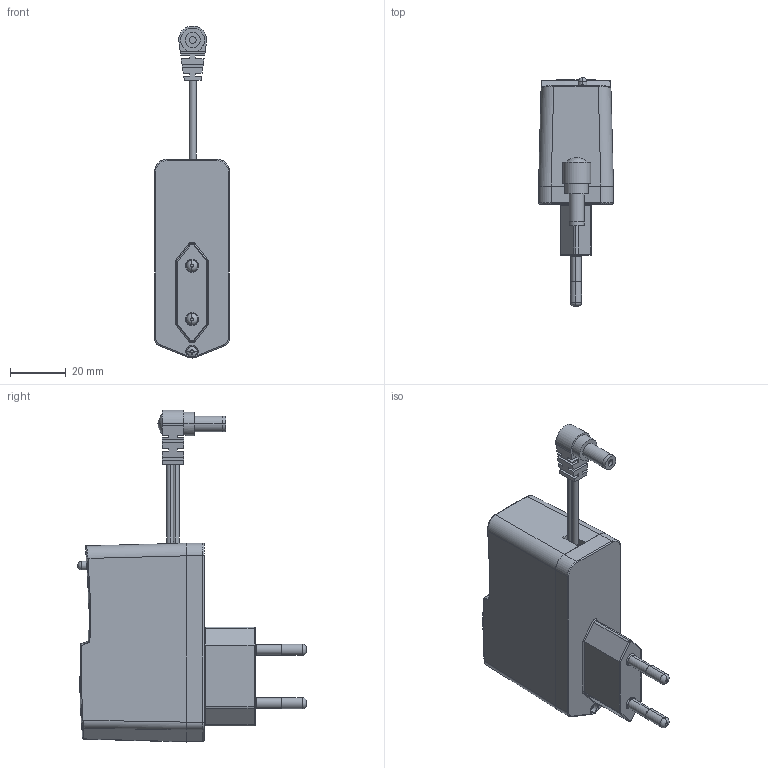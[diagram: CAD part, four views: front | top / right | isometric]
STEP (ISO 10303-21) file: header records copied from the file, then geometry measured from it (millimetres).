
FILE_DESCRIPTION (( 'STEP AP214' ), '1' );
FILE_NAME ('AC 12V 1A ADAPTER.STEP', '2016-12-02T20:26:25', ( 'Cliente' ), ( '' ), 'SwSTEP 2.0', 'SolidWorks 2016', '' );
FILE_SCHEMA (( 'AUTOMOTIVE_DESIGN' ));
Length unit declared in the file: millimetre
Products named in the file (8): P2CONECTOR_Predeterminada<Como usinado>; CABO2_Predeterminada<Como usinado>; CABO_Predeterminada<Como usinado>; PLACA_Predeterminada<Como usinado>; PARAFUSO2.2-9.5_PreviewCfg; Pe蓷2_Predeterminada<Como usinado>; CAPAINFERIOR_Predeterminada<Como usinado>; AC 12V 1A ADAPTER
Assembly tree (7 placements, depth 2):
  AC 12V 1A ADAPTER
    CAPAINFERIOR_Predeterminada<Como usinado>
    Pe蓷2_Predeterminada<Como usinado>
    PARAFUSO2.2-9.5_PreviewCfg
    PLACA_Predeterminada<Como usinado>
    CABO_Predeterminada<Como usinado>
    CABO2_Predeterminada<Como usinado>
    P2CONECTOR_Predeterminada<Como usinado>
Bounding box: 26.8 x 81.76 x 118.73 mm (x, y, z)
Volume: 24945.9 mm3; surface area: 31673.2 mm2
Topology: 9 solids, 9 shells, 338 faces, 852 edges, 545 vertices
Faces by surface type: plane 150, cylinder 107, torus 44, bspline 31, sphere 4, cone 2
Entity records: 12898 total; most frequent: CARTESIAN_POINT 3673, ORIENTED_EDGE 1700, DIRECTION 1693, EDGE_CURVE 850, AXIS2_PLACEMENT_3D 624, VERTEX_POINT 545, VECTOR 445, LINE 445
